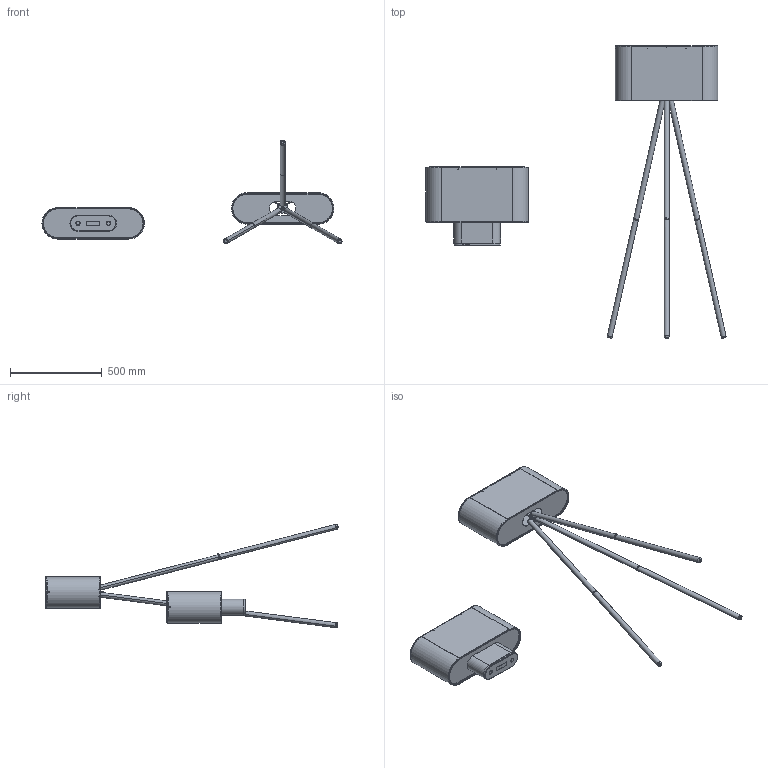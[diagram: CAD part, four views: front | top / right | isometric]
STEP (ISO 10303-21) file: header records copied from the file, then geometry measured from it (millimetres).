
FILE_DESCRIPTION (( 'STEP AP214' ), '1' );
FILE_NAME ('Belmont Floor and Table_Download_test.STEP', '2021-06-24T21:28:27', ( '' ), ( '' ), 'SwSTEP 2.0', 'SolidWorks 2019', '' );
FILE_SCHEMA (( 'AUTOMOTIVE_DESIGN' ));
Length unit declared in the file: inch
Products named in the file (1): Belmont Floor and Table_Download_test
Bounding box: 1636.19 x 1596.58 x 564.06 mm (x, y, z)
Volume: 6925347.4 mm3; surface area: 3458681.6 mm2
Topology: 9 solids, 18 shells, 1630 faces, 4141 edges, 2541 vertices
Faces by surface type: cylinder 721, plane 387, bspline 233, cone 155, torus 128, sphere 6
Entity records: 148191 total; most frequent: CARTESIAN_POINT 112429, ORIENTED_EDGE 8194, DIRECTION 6788, EDGE_CURVE 4097, AXIS2_PLACEMENT_3D 2666, VERTEX_POINT 2541, EDGE_LOOP 1754, ADVANCED_FACE 1630
